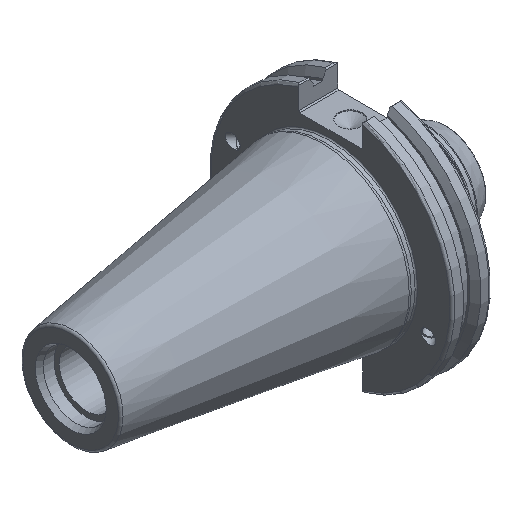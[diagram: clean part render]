
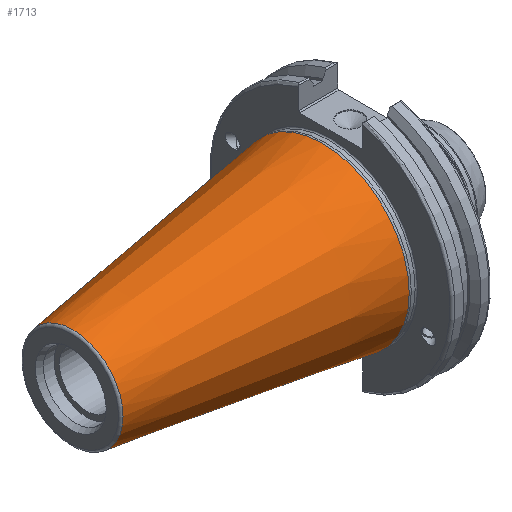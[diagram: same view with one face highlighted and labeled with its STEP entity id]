
A CAD part, isometric view. The second image highlights one B-rep face of the part: STEP entity #1713.
In plain terms, the highlighted conical face has half-angle 8.297 degrees and reference radius 27.517 mm.
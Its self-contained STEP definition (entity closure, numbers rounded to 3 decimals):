
#131=CONICAL_SURFACE('',#1947,27.517,0.145);
#213=LINE('',#3175,#307);
#307=VECTOR('',#2434,27.517);
#425=FACE_OUTER_BOUND('',#539,.T.);
#539=EDGE_LOOP('',(#1490,#1491,#1492,#1493,#1494));
#660=CIRCLE('',#1941,20.233);
#661=CIRCLE('',#1942,20.233);
#665=CIRCLE('',#1948,34.925);
#832=VERTEX_POINT('',#3162);
#833=VERTEX_POINT('',#3163);
#836=VERTEX_POINT('',#3173);
#1064=EDGE_CURVE('',#832,#833,#660,.T.);
#1065=EDGE_CURVE('',#833,#832,#661,.T.);
#1069=EDGE_CURVE('',#836,#836,#665,.T.);
#1070=EDGE_CURVE('',#836,#833,#213,.T.);
#1490=ORIENTED_EDGE('',*,*,#1069,.F.);
#1491=ORIENTED_EDGE('',*,*,#1070,.T.);
#1492=ORIENTED_EDGE('',*,*,#1064,.F.);
#1493=ORIENTED_EDGE('',*,*,#1065,.F.);
#1494=ORIENTED_EDGE('',*,*,#1070,.F.);
#1713=ADVANCED_FACE('',(#425),#131,.T.);
#1941=AXIS2_PLACEMENT_3D('',#3164,#2418,#2419);
#1942=AXIS2_PLACEMENT_3D('',#3165,#2420,#2421);
#1947=AXIS2_PLACEMENT_3D('',#3172,#2430,#2431);
#1948=AXIS2_PLACEMENT_3D('',#3174,#2432,#2433);
#2418=DIRECTION('center_axis',(-1.,0.,0.));
#2419=DIRECTION('ref_axis',(0.,-1.,0.));
#2420=DIRECTION('center_axis',(-1.,0.,0.));
#2421=DIRECTION('ref_axis',(0.,-1.,0.));
#2430=DIRECTION('center_axis',(1.,0.,0.));
#2431=DIRECTION('ref_axis',(0.,1.,0.));
#2432=DIRECTION('center_axis',(1.,0.,0.));
#2433=DIRECTION('ref_axis',(0.,0.,-1.));
#2434=DIRECTION('',(-0.99,0.144,0.));
#3162=CARTESIAN_POINT('',(-100.744,0.,20.233));
#3163=CARTESIAN_POINT('',(-100.744,-20.233,0.));
#3164=CARTESIAN_POINT('Origin',(-100.744,0.,0.));
#3165=CARTESIAN_POINT('Origin',(-100.744,0.,0.));
#3172=CARTESIAN_POINT('Origin',(-50.8,0.,0.));
#3173=CARTESIAN_POINT('',(0.,-34.925,0.));
#3174=CARTESIAN_POINT('Origin',(0.,0.,0.));
#3175=CARTESIAN_POINT('',(-50.8,-27.517,0.));
